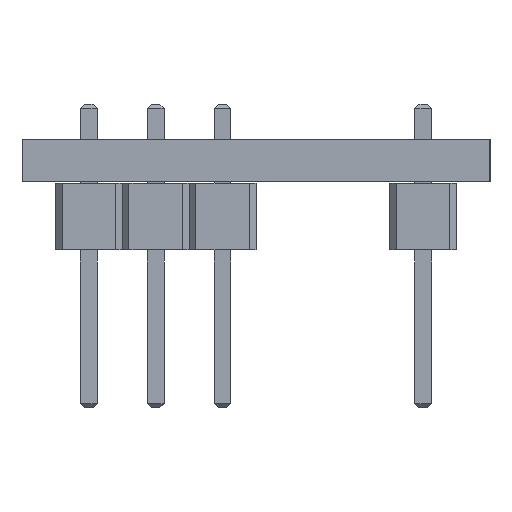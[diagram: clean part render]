
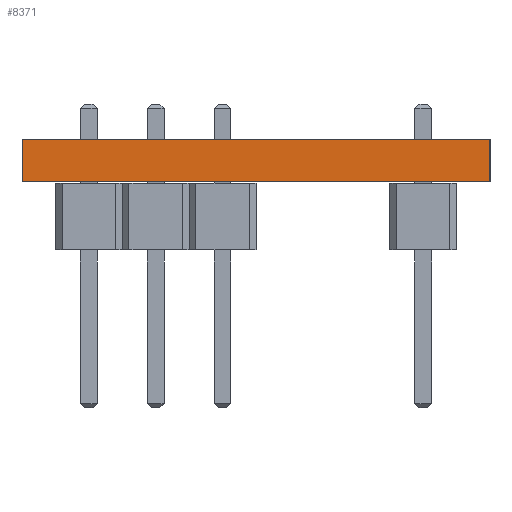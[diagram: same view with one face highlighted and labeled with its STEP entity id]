
A CAD part, left-side view. The second image highlights one B-rep face of the part: STEP entity #8371.
In plain terms, the highlighted planar face has unit normal (-1, 0, 0).
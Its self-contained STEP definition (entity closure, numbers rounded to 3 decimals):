
#8255 = EDGE_CURVE('',#8256,#8258,#8260,.T.);
#8256 = VERTEX_POINT('',#8257);
#8257 = CARTESIAN_POINT('',(88.9,-124.46,0.));
#8258 = VERTEX_POINT('',#8259);
#8259 = CARTESIAN_POINT('',(88.9,-124.46,1.6));
#8260 = SURFACE_CURVE('',#8261,(#8265,#8277),.PCURVE_S1.);
#8261 = LINE('',#8262,#8263);
#8262 = CARTESIAN_POINT('',(88.9,-124.46,0.));
#8263 = VECTOR('',#8264,1.);
#8264 = DIRECTION('',(0.,0.,1.));
#8265 = PCURVE('',#8266,#8271);
#8266 = PLANE('',#8267);
#8267 = AXIS2_PLACEMENT_3D('',#8268,#8269,#8270);
#8268 = CARTESIAN_POINT('',(88.9,-124.46,0.));
#8269 = DIRECTION('',(0.,1.,0.));
#8270 = DIRECTION('',(1.,0.,0.));
#8271 = DEFINITIONAL_REPRESENTATION('',(#8272),#8276);
#8272 = LINE('',#8273,#8274);
#8273 = CARTESIAN_POINT('',(0.,0.));
#8274 = VECTOR('',#8275,1.);
#8275 = DIRECTION('',(0.,-1.));
#8276 = ( GEOMETRIC_REPRESENTATION_CONTEXT(2) 
PARAMETRIC_REPRESENTATION_CONTEXT() REPRESENTATION_CONTEXT('2D SPACE',''
  ) );
#8277 = PCURVE('',#8278,#8283);
#8278 = PLANE('',#8279);
#8279 = AXIS2_PLACEMENT_3D('',#8280,#8281,#8282);
#8280 = CARTESIAN_POINT('',(88.9,-142.24,0.));
#8281 = DIRECTION('',(-1.,0.,0.));
#8282 = DIRECTION('',(0.,1.,0.));
#8283 = DEFINITIONAL_REPRESENTATION('',(#8284),#8288);
#8284 = LINE('',#8285,#8286);
#8285 = CARTESIAN_POINT('',(17.78,0.));
#8286 = VECTOR('',#8287,1.);
#8287 = DIRECTION('',(0.,-1.));
#8288 = ( GEOMETRIC_REPRESENTATION_CONTEXT(2) 
PARAMETRIC_REPRESENTATION_CONTEXT() REPRESENTATION_CONTEXT('2D SPACE',''
  ) );
#8306 = PLANE('',#8307);
#8307 = AXIS2_PLACEMENT_3D('',#8308,#8309,#8310);
#8308 = CARTESIAN_POINT('',(116.84,-133.35,1.6));
#8309 = DIRECTION('',(0.,0.,-1.));
#8310 = DIRECTION('',(-1.,0.,0.));
#8360 = PLANE('',#8361);
#8361 = AXIS2_PLACEMENT_3D('',#8362,#8363,#8364);
#8362 = CARTESIAN_POINT('',(116.84,-133.35,0.));
#8363 = DIRECTION('',(0.,0.,-1.));
#8364 = DIRECTION('',(-1.,0.,0.));
#8371 = ADVANCED_FACE('',(#8372),#8278,.T.);
#8372 = FACE_BOUND('',#8373,.T.);
#8373 = EDGE_LOOP('',(#8374,#8404,#8425,#8426));
#8374 = ORIENTED_EDGE('',*,*,#8375,.T.);
#8375 = EDGE_CURVE('',#8376,#8378,#8380,.T.);
#8376 = VERTEX_POINT('',#8377);
#8377 = CARTESIAN_POINT('',(88.9,-142.24,0.));
#8378 = VERTEX_POINT('',#8379);
#8379 = CARTESIAN_POINT('',(88.9,-142.24,1.6));
#8380 = SURFACE_CURVE('',#8381,(#8385,#8392),.PCURVE_S1.);
#8381 = LINE('',#8382,#8383);
#8382 = CARTESIAN_POINT('',(88.9,-142.24,0.));
#8383 = VECTOR('',#8384,1.);
#8384 = DIRECTION('',(0.,0.,1.));
#8385 = PCURVE('',#8278,#8386);
#8386 = DEFINITIONAL_REPRESENTATION('',(#8387),#8391);
#8387 = LINE('',#8388,#8389);
#8388 = CARTESIAN_POINT('',(0.,0.));
#8389 = VECTOR('',#8390,1.);
#8390 = DIRECTION('',(0.,-1.));
#8391 = ( GEOMETRIC_REPRESENTATION_CONTEXT(2) 
PARAMETRIC_REPRESENTATION_CONTEXT() REPRESENTATION_CONTEXT('2D SPACE',''
  ) );
#8392 = PCURVE('',#8393,#8398);
#8393 = PLANE('',#8394);
#8394 = AXIS2_PLACEMENT_3D('',#8395,#8396,#8397);
#8395 = CARTESIAN_POINT('',(144.78,-142.24,0.));
#8396 = DIRECTION('',(0.,-1.,0.));
#8397 = DIRECTION('',(-1.,0.,0.));
#8398 = DEFINITIONAL_REPRESENTATION('',(#8399),#8403);
#8399 = LINE('',#8400,#8401);
#8400 = CARTESIAN_POINT('',(55.88,0.));
#8401 = VECTOR('',#8402,1.);
#8402 = DIRECTION('',(0.,-1.));
#8403 = ( GEOMETRIC_REPRESENTATION_CONTEXT(2) 
PARAMETRIC_REPRESENTATION_CONTEXT() REPRESENTATION_CONTEXT('2D SPACE',''
  ) );
#8404 = ORIENTED_EDGE('',*,*,#8405,.T.);
#8405 = EDGE_CURVE('',#8378,#8258,#8406,.T.);
#8406 = SURFACE_CURVE('',#8407,(#8411,#8418),.PCURVE_S1.);
#8407 = LINE('',#8408,#8409);
#8408 = CARTESIAN_POINT('',(88.9,-142.24,1.6));
#8409 = VECTOR('',#8410,1.);
#8410 = DIRECTION('',(0.,1.,0.));
#8411 = PCURVE('',#8278,#8412);
#8412 = DEFINITIONAL_REPRESENTATION('',(#8413),#8417);
#8413 = LINE('',#8414,#8415);
#8414 = CARTESIAN_POINT('',(0.,-1.6));
#8415 = VECTOR('',#8416,1.);
#8416 = DIRECTION('',(1.,0.));
#8417 = ( GEOMETRIC_REPRESENTATION_CONTEXT(2) 
PARAMETRIC_REPRESENTATION_CONTEXT() REPRESENTATION_CONTEXT('2D SPACE',''
  ) );
#8418 = PCURVE('',#8306,#8419);
#8419 = DEFINITIONAL_REPRESENTATION('',(#8420),#8424);
#8420 = LINE('',#8421,#8422);
#8421 = CARTESIAN_POINT('',(27.94,-8.89));
#8422 = VECTOR('',#8423,1.);
#8423 = DIRECTION('',(0.,1.));
#8424 = ( GEOMETRIC_REPRESENTATION_CONTEXT(2) 
PARAMETRIC_REPRESENTATION_CONTEXT() REPRESENTATION_CONTEXT('2D SPACE',''
  ) );
#8425 = ORIENTED_EDGE('',*,*,#8255,.F.);
#8426 = ORIENTED_EDGE('',*,*,#8427,.F.);
#8427 = EDGE_CURVE('',#8376,#8256,#8428,.T.);
#8428 = SURFACE_CURVE('',#8429,(#8433,#8440),.PCURVE_S1.);
#8429 = LINE('',#8430,#8431);
#8430 = CARTESIAN_POINT('',(88.9,-142.24,0.));
#8431 = VECTOR('',#8432,1.);
#8432 = DIRECTION('',(0.,1.,0.));
#8433 = PCURVE('',#8278,#8434);
#8434 = DEFINITIONAL_REPRESENTATION('',(#8435),#8439);
#8435 = LINE('',#8436,#8437);
#8436 = CARTESIAN_POINT('',(0.,0.));
#8437 = VECTOR('',#8438,1.);
#8438 = DIRECTION('',(1.,0.));
#8439 = ( GEOMETRIC_REPRESENTATION_CONTEXT(2) 
PARAMETRIC_REPRESENTATION_CONTEXT() REPRESENTATION_CONTEXT('2D SPACE',''
  ) );
#8440 = PCURVE('',#8360,#8441);
#8441 = DEFINITIONAL_REPRESENTATION('',(#8442),#8446);
#8442 = LINE('',#8443,#8444);
#8443 = CARTESIAN_POINT('',(27.94,-8.89));
#8444 = VECTOR('',#8445,1.);
#8445 = DIRECTION('',(0.,1.));
#8446 = ( GEOMETRIC_REPRESENTATION_CONTEXT(2) 
PARAMETRIC_REPRESENTATION_CONTEXT() REPRESENTATION_CONTEXT('2D SPACE',''
  ) );
